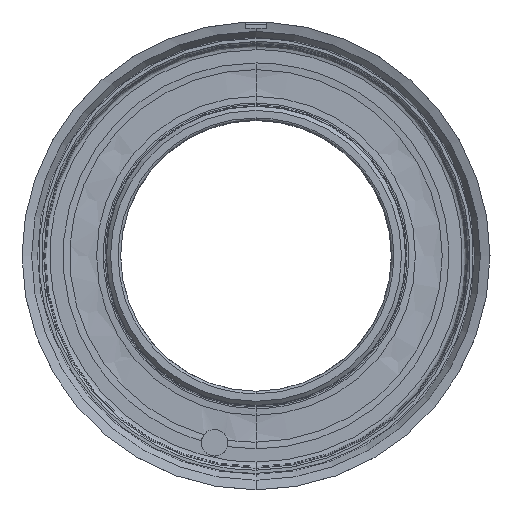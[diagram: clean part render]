
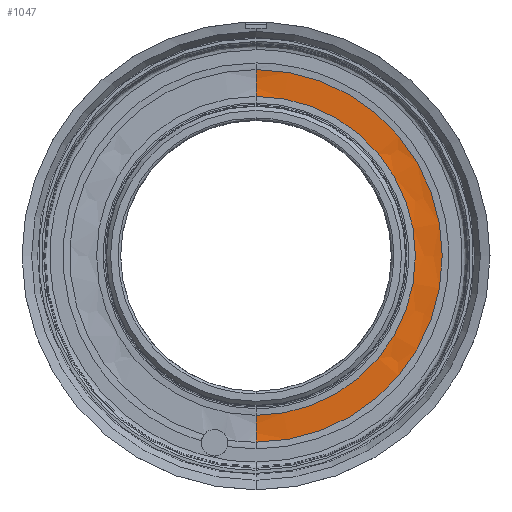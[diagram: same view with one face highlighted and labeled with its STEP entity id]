
A CAD part, front view. The second image highlights one B-rep face of the part: STEP entity #1047.
In plain terms, the highlighted free-form (B-spline) face has degree [3, 3] with [4, 4] control points.
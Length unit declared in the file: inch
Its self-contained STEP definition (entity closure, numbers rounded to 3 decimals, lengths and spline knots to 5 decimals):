
#30 =( BOUNDED_SURFACE ( )  B_SPLINE_SURFACE ( 3, 3, ( 
 ( #1204, #2508, #2106, #2319 ),
 ( #153, #2087, #333, #2554 ),
 ( #534, #1690, #547, #562 ),
 ( #123, #991, #1854, #1406 ) ),
 .UNSPECIFIED., .F., .F., .F. ) 
 B_SPLINE_SURFACE_WITH_KNOTS ( ( 4, 4 ),
 ( 4, 4 ),
 ( 0., 1. ),
 ( 0., 1. ),
 .UNSPECIFIED. ) 
 GEOMETRIC_REPRESENTATION_ITEM ( )  RATIONAL_B_SPLINE_SURFACE ( (
 ( 1., 0.333, 0.333, 1.),
 ( 0.992, 0.331, 0.331, 0.992),
 ( 0.992, 0.331, 0.331, 0.992),
 ( 1., 0.333, 0.333, 1.) ) ) 
 REPRESENTATION_ITEM ( '' )  SURFACE ( )  );
#123 = CARTESIAN_POINT ( 'NONE',  ( 0., 0.2126, -1.18024 ) ) ;
#132 = DIRECTION ( 'NONE',  ( 0., 0., -1. ) ) ;
#153 = CARTESIAN_POINT ( 'NONE',  ( 0., 0.22312, -1.3129 ) ) ;
#166 = CIRCLE ( 'NONE', #251, 0.62992 ) ;
#217 = DIRECTION ( 'NONE',  ( 0., 0., 1. ) ) ;
#249 = CIRCLE ( 'NONE', #751, 0.62992 ) ;
#251 = AXIS2_PLACEMENT_3D ( 'NONE', #2481, #353, #1620 ) ;
#333 = CARTESIAN_POINT ( 'NONE',  ( 2.6258, 0.22312, 1.3129 ) ) ;
#353 = DIRECTION ( 'NONE',  ( 1., 0., 0. ) ) ;
#534 = CARTESIAN_POINT ( 'NONE',  ( 0., 0.22312, -1.24615 ) ) ;
#547 = CARTESIAN_POINT ( 'NONE',  ( 2.49231, 0.22312, 1.24615 ) ) ;
#562 = CARTESIAN_POINT ( 'NONE',  ( 0., 0.22312, 1.24615 ) ) ;
#693 = AXIS2_PLACEMENT_3D ( 'NONE', #2726, #774, #132 ) ;
#711 = ORIENTED_EDGE ( 'NONE', *, *, #1397, .F. ) ;
#720 = DIRECTION ( 'NONE',  ( 0., 1., 0. ) ) ;
#746 = EDGE_CURVE ( 'NONE', #2332, #2503, #1551, .T. ) ;
#751 = AXIS2_PLACEMENT_3D ( 'NONE', #820, #849, #217 ) ;
#758 = ORIENTED_EDGE ( 'NONE', *, *, #1756, .T. ) ;
#774 = DIRECTION ( 'NONE',  ( 0., -1., 0. ) ) ;
#820 = CARTESIAN_POINT ( 'NONE',  ( 0., -0.40945, 1.27953 ) ) ;
#849 = DIRECTION ( 'NONE',  ( -1., 0., 0. ) ) ;
#852 = AXIS2_PLACEMENT_3D ( 'NONE', #1394, #720, #2263 ) ;
#867 = CARTESIAN_POINT ( 'NONE',  ( 0., 0.2126, 1.37882 ) ) ;
#991 = CARTESIAN_POINT ( 'NONE',  ( 2.36048, 0.2126, -1.18024 ) ) ;
#1047 = ADVANCED_FACE ( 'NONE', ( #1252 ), #30, .F. ) ;
#1204 = CARTESIAN_POINT ( 'NONE',  ( 0., 0.2126, -1.37882 ) ) ;
#1252 = FACE_OUTER_BOUND ( 'NONE', #1897, .T. ) ;
#1311 = EDGE_CURVE ( 'NONE', #2126, #2332, #166, .T. ) ;
#1394 = CARTESIAN_POINT ( 'NONE',  ( 0., 0.2126, 0. ) ) ;
#1397 = EDGE_CURVE ( 'NONE', #1591, #2126, #2071, .T. ) ;
#1406 = CARTESIAN_POINT ( 'NONE',  ( 0., 0.2126, 1.18024 ) ) ;
#1499 = CARTESIAN_POINT ( 'NONE',  ( 0., 0.2126, -1.37882 ) ) ;
#1551 = CIRCLE ( 'NONE', #693, 1.18024 ) ;
#1591 = VERTEX_POINT ( 'NONE', #867 ) ;
#1620 = DIRECTION ( 'NONE',  ( 0., 0., -1. ) ) ;
#1690 = CARTESIAN_POINT ( 'NONE',  ( 2.49231, 0.22312, -1.24615 ) ) ;
#1756 = EDGE_CURVE ( 'NONE', #1591, #2503, #249, .T. ) ;
#1839 = CARTESIAN_POINT ( 'NONE',  ( 0., 0.2126, -1.18024 ) ) ;
#1854 = CARTESIAN_POINT ( 'NONE',  ( 2.36048, 0.2126, 1.18024 ) ) ;
#1869 = ORIENTED_EDGE ( 'NONE', *, *, #1311, .F. ) ;
#1897 = EDGE_LOOP ( 'NONE', ( #711, #758, #2688, #1869 ) ) ;
#2071 = CIRCLE ( 'NONE', #852, 1.37882 ) ;
#2087 = CARTESIAN_POINT ( 'NONE',  ( 2.6258, 0.22312, -1.3129 ) ) ;
#2106 = CARTESIAN_POINT ( 'NONE',  ( 2.75763, 0.2126, 1.37882 ) ) ;
#2126 = VERTEX_POINT ( 'NONE', #1499 ) ;
#2263 = DIRECTION ( 'NONE',  ( 0., 0., -1. ) ) ;
#2319 = CARTESIAN_POINT ( 'NONE',  ( 0., 0.2126, 1.37882 ) ) ;
#2332 = VERTEX_POINT ( 'NONE', #1839 ) ;
#2481 = CARTESIAN_POINT ( 'NONE',  ( 0., -0.40945, -1.27953 ) ) ;
#2503 = VERTEX_POINT ( 'NONE', #2599 ) ;
#2508 = CARTESIAN_POINT ( 'NONE',  ( 2.75763, 0.2126, -1.37882 ) ) ;
#2554 = CARTESIAN_POINT ( 'NONE',  ( 0., 0.22312, 1.3129 ) ) ;
#2599 = CARTESIAN_POINT ( 'NONE',  ( 0., 0.2126, 1.18024 ) ) ;
#2688 = ORIENTED_EDGE ( 'NONE', *, *, #746, .F. ) ;
#2726 = CARTESIAN_POINT ( 'NONE',  ( 0., 0.2126, 0. ) ) ;
